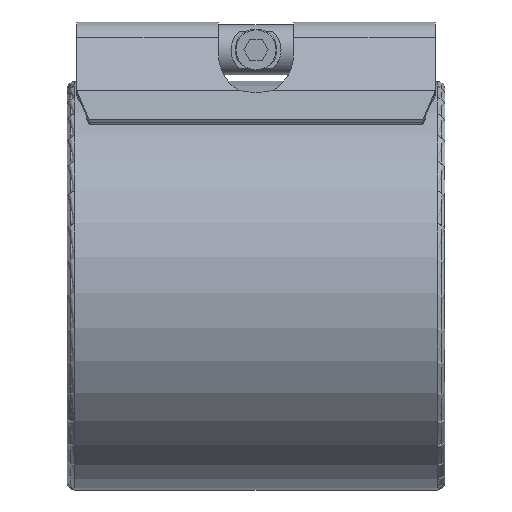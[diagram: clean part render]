
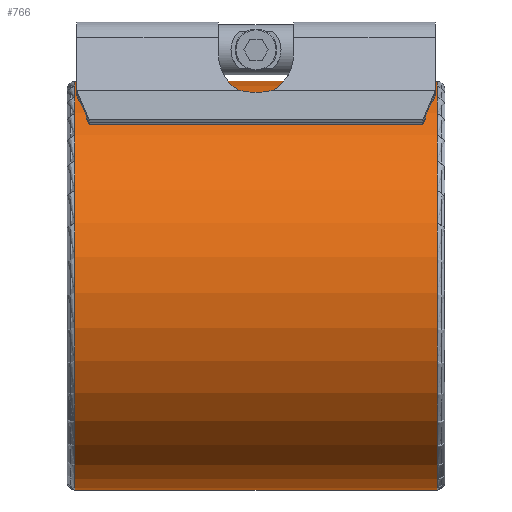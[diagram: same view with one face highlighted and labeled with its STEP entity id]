
A CAD part, front view. The second image highlights one B-rep face of the part: STEP entity #766.
In plain terms, the highlighted cylindrical face has radius 49 mm (diameter 98 mm), a partial arc.
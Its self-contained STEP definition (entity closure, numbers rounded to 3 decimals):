
#129=ELLIPSE('',#2503,98.,49.);
#130=ELLIPSE('',#2505,98.,49.);
#183=FACE_OUTER_BOUND('',#1060,.T.);
#326=LINE('',#3742,#516);
#327=LINE('',#3746,#517);
#516=VECTOR('',#2933,1.);
#517=VECTOR('',#2936,1.);
#691=CYLINDRICAL_SURFACE('',#2506,49.);
#766=ADVANCED_FACE('',(#183),#691,.T.);
#1060=EDGE_LOOP('',(#1390,#1391,#1392,#1393,#1394,#1395));
#1390=ORIENTED_EDGE('',*,*,#2118,.F.);
#1391=ORIENTED_EDGE('',*,*,#2119,.T.);
#1392=ORIENTED_EDGE('',*,*,#2115,.F.);
#1393=ORIENTED_EDGE('',*,*,#2120,.T.);
#1394=ORIENTED_EDGE('',*,*,#2121,.T.);
#1395=ORIENTED_EDGE('',*,*,#2122,.F.);
#1873=VERTEX_POINT('',#3716);
#1874=VERTEX_POINT('',#3717);
#1875=VERTEX_POINT('',#3743);
#1876=VERTEX_POINT('',#3744);
#1877=VERTEX_POINT('',#3747);
#1878=VERTEX_POINT('',#3749);
#2115=EDGE_CURVE('',#1873,#1874,#2345,.T.);
#2118=EDGE_CURVE('',#1875,#1876,#326,.T.);
#2119=EDGE_CURVE('',#1875,#1874,#129,.T.);
#2120=EDGE_CURVE('',#1873,#1877,#327,.T.);
#2121=EDGE_CURVE('',#1877,#1878,#2347,.T.);
#2122=EDGE_CURVE('',#1876,#1878,#130,.T.);
#2345=CIRCLE('',#2500,49.);
#2347=CIRCLE('',#2504,49.);
#2500=AXIS2_PLACEMENT_3D('',#3715,#2927,#2928);
#2503=AXIS2_PLACEMENT_3D('',#3745,#2934,#2935);
#2504=AXIS2_PLACEMENT_3D('',#3748,#2937,#2938);
#2505=AXIS2_PLACEMENT_3D('',#3750,#2939,#2940);
#2506=AXIS2_PLACEMENT_3D('',#3751,#2941,#2942);
#2927=DIRECTION('',(-1.,0.,0.));
#2928=DIRECTION('',(0.,0.,1.));
#2933=DIRECTION('',(1.,0.,0.));
#2934=DIRECTION('',(0.5,-0.866,0.));
#2935=DIRECTION('',(-0.866,-0.5,0.));
#2936=DIRECTION('',(1.,0.,0.));
#2937=DIRECTION('',(-1.,0.,0.));
#2938=DIRECTION('',(0.,0.,1.));
#2939=DIRECTION('',(0.5,0.866,0.));
#2940=DIRECTION('',(-0.866,0.5,0.));
#2941=DIRECTION('',(-1.,0.,0.));
#2942=DIRECTION('',(0.,0.,1.));
#3715=CARTESIAN_POINT('',(-43.45,0.,0.));
#3716=CARTESIAN_POINT('',(-43.45,9.042,48.159));
#3717=CARTESIAN_POINT('',(-43.45,-2.425,48.94));
#3742=CARTESIAN_POINT('',(-43.45,0.,49.));
#3743=CARTESIAN_POINT('',(-39.25,0.,49.));
#3744=CARTESIAN_POINT('',(39.25,0.,49.));
#3745=CARTESIAN_POINT('',(-39.25,0.,0.));
#3746=CARTESIAN_POINT('',(-43.45,9.042,48.159));
#3747=CARTESIAN_POINT('',(43.45,9.042,48.159));
#3748=CARTESIAN_POINT('',(43.45,0.,0.));
#3749=CARTESIAN_POINT('',(43.45,-2.425,48.94));
#3750=CARTESIAN_POINT('',(39.25,0.,0.));
#3751=CARTESIAN_POINT('',(0.,0.,0.));
